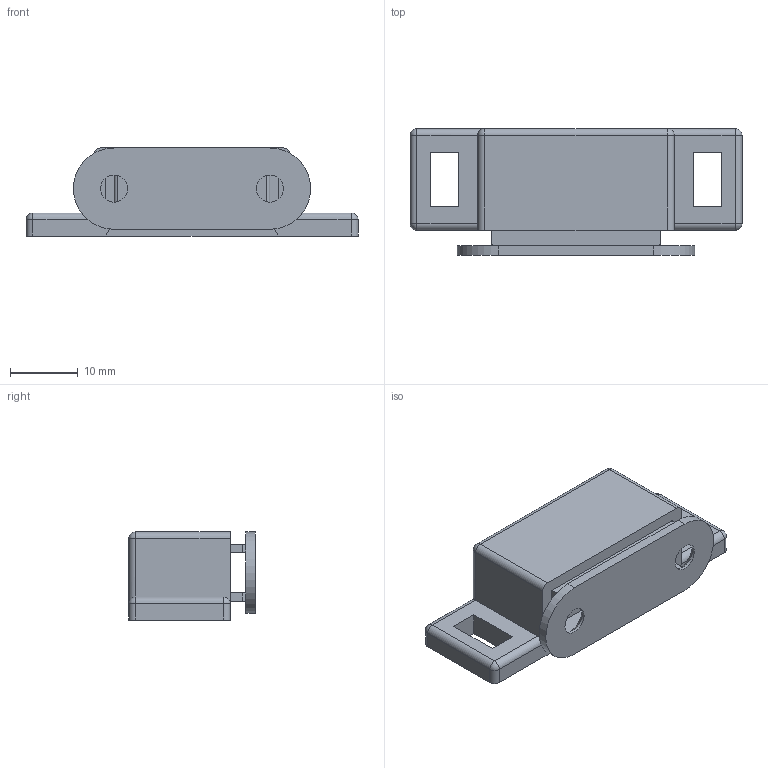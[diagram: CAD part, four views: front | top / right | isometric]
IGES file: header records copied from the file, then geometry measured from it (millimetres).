
Global section: file name: 620011.stp.iam; native system: Autodesk Inventor 2014; preprocessor: unknown; author: zeman; date: 20151016.110638; units: millimetre
Bounding box: 49 x 18.7 x 13 mm (x, y, z)
Volume: 5698.4 mm3; surface area: 6615.3 mm2
Topology: 5 solids, 5 shells, 112 faces, 271 edges, 156 vertices
Faces by surface type: plane 59, cylinder 32, cone 8, revolution 7, sphere 6
Full cylindrical faces by diameter (mm): 3.8 x1
